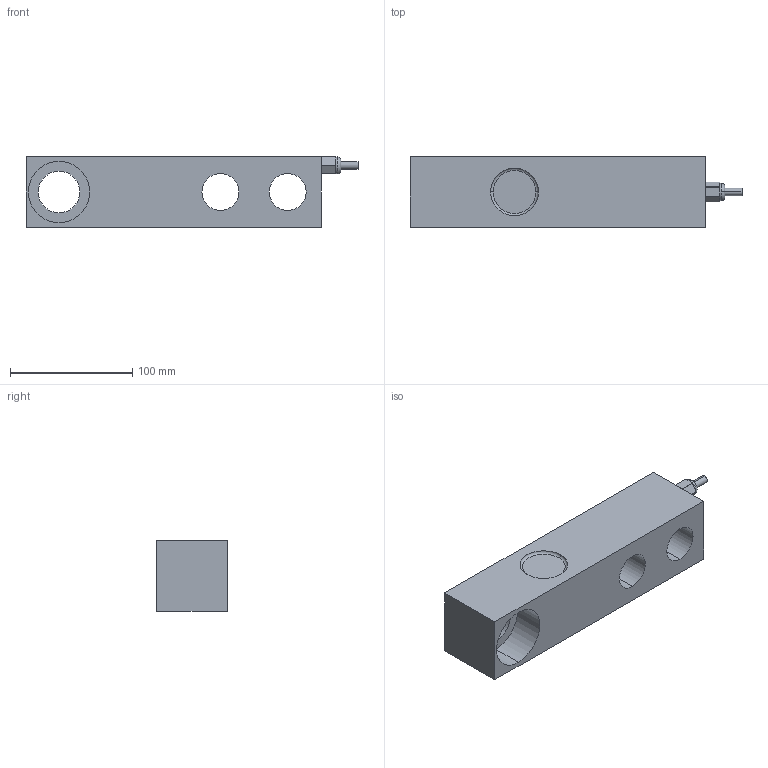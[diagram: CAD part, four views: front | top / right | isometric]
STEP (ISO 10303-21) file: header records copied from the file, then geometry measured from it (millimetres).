
FILE_DESCRIPTION (( 'STEP AP203' ), '1' );
FILE_NAME ('563YH-20t.STEP', '2017-02-09T02:43:23', ( 'John' ), ( '' ), 'SwSTEP 2.0', 'SolidWorks 2015', '' );
FILE_SCHEMA (( 'CONFIG_CONTROL_DESIGN' ));
Length unit declared in the file: millimetre
Products named in the file (1): 563YH-20t
Bounding box: 271.5 x 58 x 58 mm (x, y, z)
Volume: 647620.5 mm3; surface area: 77821.1 mm2
Topology: 1 solids, 1 shells, 47 faces, 110 edges, 70 vertices
Faces by surface type: plane 23, cylinder 18, torus 6
Entity records: 1449 total; most frequent: DIRECTION 262, CARTESIAN_POINT 228, ORIENTED_EDGE 220, EDGE_CURVE 110, AXIS2_PLACEMENT_3D 104, VERTEX_POINT 70, EDGE_LOOP 58, CIRCLE 56
